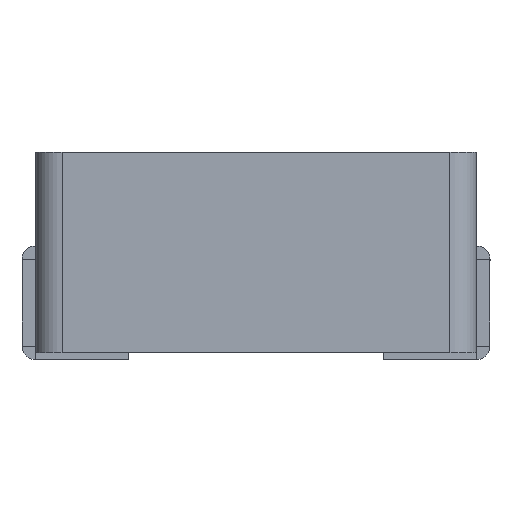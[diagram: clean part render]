
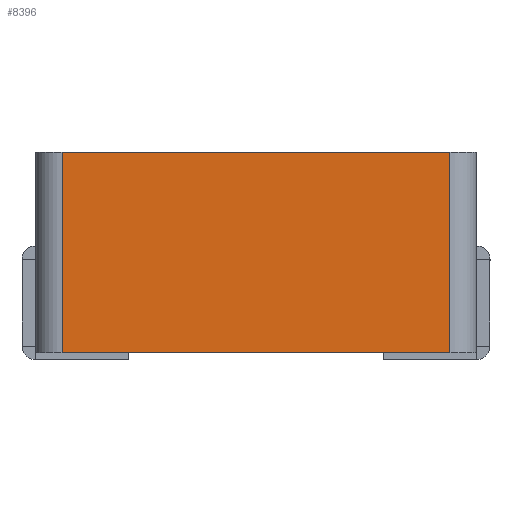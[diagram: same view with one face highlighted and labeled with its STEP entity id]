
A CAD part, front view. The second image highlights one B-rep face of the part: STEP entity #8396.
In plain terms, the highlighted planar face has unit normal (0, -1, 0).
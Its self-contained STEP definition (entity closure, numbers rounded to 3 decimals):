
#23 = DIRECTION ( 'NONE',  ( 1., 0., 0. ) ) ;
#814 = EDGE_CURVE ( 'NONE', #8880, #3481, #3704, .T. ) ;
#859 = ORIENTED_EDGE ( 'NONE', *, *, #2459, .T. ) ;
#1203 = DIRECTION ( 'NONE',  ( 0., 1., 0. ) ) ;
#1471 = CARTESIAN_POINT ( 'NONE',  ( 2.9, -3.299, 0.1 ) ) ;
#1593 = VERTEX_POINT ( 'NONE', #1471 ) ;
#1717 = ORIENTED_EDGE ( 'NONE', *, *, #3178, .T. ) ;
#1853 = CARTESIAN_POINT ( 'NONE',  ( -2.9, -3.299, 3.099 ) ) ;
#2074 = CARTESIAN_POINT ( 'NONE',  ( -3.299, -3.299, 3.099 ) ) ;
#2200 = VERTEX_POINT ( 'NONE', #8004 ) ;
#2459 = EDGE_CURVE ( 'NONE', #1593, #2200, #10985, .T. ) ;
#2829 = CARTESIAN_POINT ( 'NONE',  ( -2.9, -3.299, 0.1 ) ) ;
#2849 = LINE ( 'NONE', #5981, #10688 ) ;
#2997 = CARTESIAN_POINT ( 'NONE',  ( -3.299, -3.299, 0.1 ) ) ;
#3178 = EDGE_CURVE ( 'NONE', #3481, #1593, #3996, .T. ) ;
#3481 = VERTEX_POINT ( 'NONE', #2829 ) ;
#3704 = LINE ( 'NONE', #1853, #8363 ) ;
#3907 = DIRECTION ( 'NONE',  ( 1., 0., 0. ) ) ;
#3996 = LINE ( 'NONE', #2997, #10625 ) ;
#5252 = DIRECTION ( 'NONE',  ( 1., 0., 0. ) ) ;
#5981 = CARTESIAN_POINT ( 'NONE',  ( -3.299, -3.299, 3.099 ) ) ;
#6949 = CARTESIAN_POINT ( 'NONE',  ( 2.9, -3.299, 3.099 ) ) ;
#7015 = DIRECTION ( 'NONE',  ( 0., 0., 1. ) ) ;
#7116 = AXIS2_PLACEMENT_3D ( 'NONE', #2074, #1203, #5252 ) ;
#7384 = EDGE_CURVE ( 'NONE', #8880, #2200, #2849, .T. ) ;
#8004 = CARTESIAN_POINT ( 'NONE',  ( 2.9, -3.299, 3.099 ) ) ;
#8363 = VECTOR ( 'NONE', #12845, 1000. ) ;
#8396 = ADVANCED_FACE ( 'NONE', ( #12225 ), #9170, .F. ) ;
#8880 = VERTEX_POINT ( 'NONE', #11377 ) ;
#9170 = PLANE ( 'NONE',  #7116 ) ;
#9657 = ORIENTED_EDGE ( 'NONE', *, *, #7384, .F. ) ;
#9962 = VECTOR ( 'NONE', #7015, 1000. ) ;
#10571 = ORIENTED_EDGE ( 'NONE', *, *, #814, .T. ) ;
#10625 = VECTOR ( 'NONE', #23, 1000. ) ;
#10688 = VECTOR ( 'NONE', #3907, 1000. ) ;
#10985 = LINE ( 'NONE', #6949, #9962 ) ;
#11377 = CARTESIAN_POINT ( 'NONE',  ( -2.9, -3.299, 3.099 ) ) ;
#12225 = FACE_OUTER_BOUND ( 'NONE', #12251, .T. ) ;
#12251 = EDGE_LOOP ( 'NONE', ( #1717, #859, #9657, #10571 ) ) ;
#12845 = DIRECTION ( 'NONE',  ( 0., 0., -1. ) ) ;
